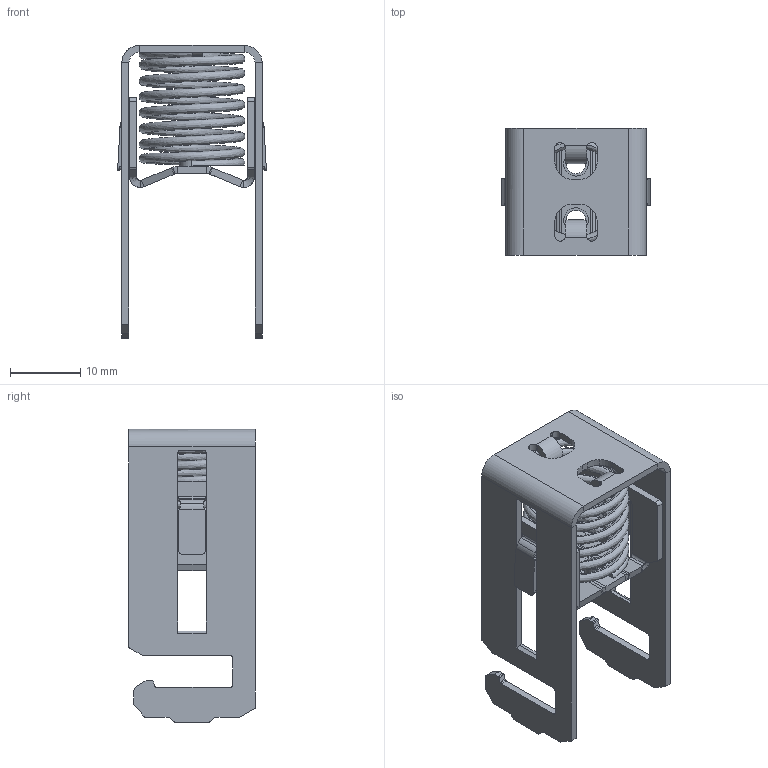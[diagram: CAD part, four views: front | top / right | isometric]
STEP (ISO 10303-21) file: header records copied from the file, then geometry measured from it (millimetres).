
FILE_DESCRIPTION(('CATIA V5 STEP Exchange','CAx-IF Rec.Pracs.--- Model Styling and Organization---1.4--- 2014-01-23'),'2;1');
FILE_NAME ('333210_2', '2022-10-17T11:19:13+00:00', ('none'), ('Weidmueller'), 'CATIA Version 5-6 Release 2016 SP3 HF44', 'CATIA V5 STEP AP214', 'none');
FILE_SCHEMA(('AUTOMOTIVE_DESIGN { 1 0 10303 214 1 1 1 1 }'));
Length unit declared in the file: millimetre
Products named in the file (1): 1752131001
Bounding box: 21.1 x 18 x 41.62 mm (x, y, z)
Volume: 2348.9 mm3; surface area: 5952.1 mm2
Topology: 2 solids, 2 shells, 344 faces, 979 edges, 637 vertices
Faces by surface type: cylinder 188, plane 138, bspline 18
Entity records: 13052 total; most frequent: CARTESIAN_POINT 4640, ORIENTED_EDGE 1958, DIRECTION 1374, EDGE_CURVE 979, VERTEX_POINT 637, AXIS2_PLACEMENT_3D 546, VECTOR 536, LINE 536
